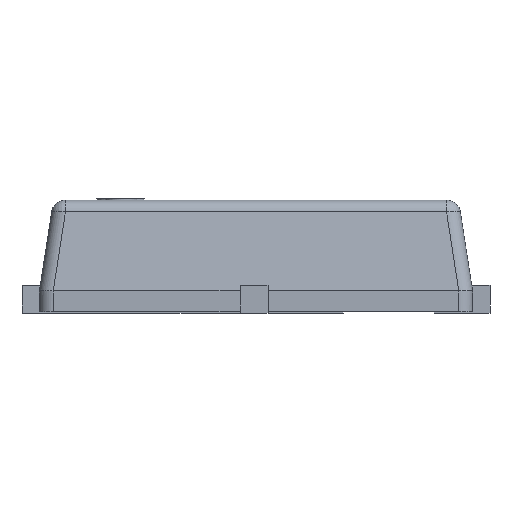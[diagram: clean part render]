
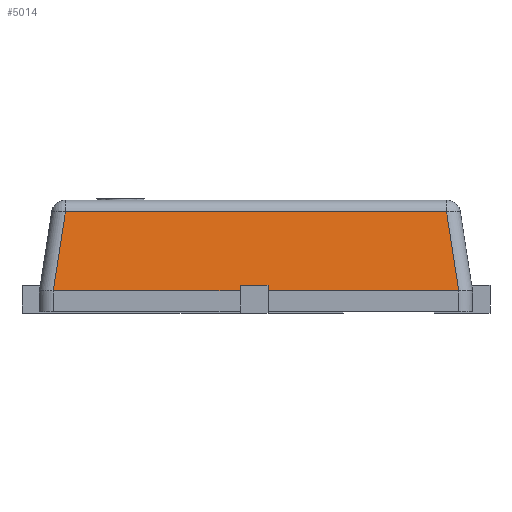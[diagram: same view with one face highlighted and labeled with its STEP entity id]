
A CAD part, left-side view. The second image highlights one B-rep face of the part: STEP entity #5014.
In plain terms, the highlighted planar face has unit normal (-0.988, 0, 0.152).
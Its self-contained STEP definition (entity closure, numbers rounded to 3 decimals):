
#73 = LINE ( 'NONE', #4638, #15901 ) ;
#375 = CARTESIAN_POINT ( 'NONE',  ( -1.513, -1.364, 0.725 ) ) ;
#534 = CARTESIAN_POINT ( 'NONE',  ( -1.6, -1.55, 0.16 ) ) ;
#939 = CARTESIAN_POINT ( 'NONE',  ( -1.6, 1.451, 0.16 ) ) ;
#1448 = VERTEX_POINT ( 'NONE', #1980 ) ;
#1980 = CARTESIAN_POINT ( 'NONE',  ( -1.6, 0.114, 0.16 ) ) ;
#2041 = VERTEX_POINT ( 'NONE', #6477 ) ;
#2057 = LINE ( 'NONE', #2163, #7154 ) ;
#2108 = EDGE_CURVE ( 'NONE', #2041, #14512, #13124, .T. ) ;
#2163 = CARTESIAN_POINT ( 'NONE',  ( -1.5, 0.114, 0.81 ) ) ;
#2572 = CARTESIAN_POINT ( 'NONE',  ( -1.5, -0.086, 0.81 ) ) ;
#2972 = CARTESIAN_POINT ( 'NONE',  ( -1.6, -0.086, 0.16 ) ) ;
#3070 = AXIS2_PLACEMENT_3D ( 'NONE', #7141, #18656, #12654 ) ;
#3184 = DIRECTION ( 'NONE',  ( 0.15, 0.15, 0.977 ) ) ;
#3188 = VERTEX_POINT ( 'NONE', #10684 ) ;
#3242 = CARTESIAN_POINT ( 'NONE',  ( -1.6, -1.45, 0.16 ) ) ;
#4105 = EDGE_CURVE ( 'NONE', #9278, #18285, #13833, .T. ) ;
#4170 = DIRECTION ( 'NONE',  ( 0., -1., 0. ) ) ;
#4200 = CARTESIAN_POINT ( 'NONE',  ( -1.6, -1.45, 0.16 ) ) ;
#4638 = CARTESIAN_POINT ( 'NONE',  ( -1.513, 1.45, 0.725 ) ) ;
#4661 = CARTESIAN_POINT ( 'NONE',  ( -1.6, 1.45, 0.16 ) ) ;
#4677 = ORIENTED_EDGE ( 'NONE', *, *, #5730, .T. ) ;
#5014 = ADVANCED_FACE ( 'NONE', ( #18568 ), #15530, .F. ) ;
#5069 = DIRECTION ( 'NONE',  ( 0.152, 0., 0.988 ) ) ;
#5128 = CARTESIAN_POINT ( 'NONE',  ( -1.6, 1.45, 0.16 ) ) ;
#5361 = LINE ( 'NONE', #2572, #13590 ) ;
#5730 = EDGE_CURVE ( 'NONE', #9278, #2041, #9327, .T. ) ;
#5872 = EDGE_CURVE ( 'NONE', #1448, #11218, #6608, .T. ) ;
#6059 = DIRECTION ( 'NONE',  ( -0.15, 0.15, -0.977 ) ) ;
#6156 = ORIENTED_EDGE ( 'NONE', *, *, #18860, .T. ) ;
#6352 = CARTESIAN_POINT ( 'NONE',  ( -1.469, 1.321, 1.008 ) ) ;
#6477 = CARTESIAN_POINT ( 'NONE',  ( -1.6, -1.451, 0.16 ) ) ;
#6608 = LINE ( 'NONE', #12492, #17584 ) ;
#7141 = CARTESIAN_POINT ( 'NONE',  ( -1.5, 0., 0.81 ) ) ;
#7154 = VECTOR ( 'NONE', #5069, 1000. ) ;
#7660 = EDGE_CURVE ( 'NONE', #15604, #10962, #10137, .T. ) ;
#8079 = EDGE_LOOP ( 'NONE', ( #8649, #13402, #17566, #6156, #15326, #4677, #8479, #9466, #10550, #17344 ) ) ;
#8111 =( BOUNDED_CURVE ( )  B_SPLINE_CURVE ( 3, ( #14062, #939, #5128, #11288 ),
 .UNSPECIFIED., .F., .T. ) 
 B_SPLINE_CURVE_WITH_KNOTS ( ( 4, 4 ),
 ( 6.272, 6.283 ),
 .UNSPECIFIED. ) 
 CURVE ( )  GEOMETRIC_REPRESENTATION_ITEM ( )  RATIONAL_B_SPLINE_CURVE ( ( 1., 1., 1., 1. ) ) 
 REPRESENTATION_ITEM ( '' )  );
#8386 = DIRECTION ( 'NONE',  ( -0.152, 0., -0.988 ) ) ;
#8455 = EDGE_CURVE ( 'NONE', #1448, #15604, #2057, .T. ) ;
#8479 = ORIENTED_EDGE ( 'NONE', *, *, #2108, .T. ) ;
#8602 = VECTOR ( 'NONE', #11064, 1000. ) ;
#8649 = ORIENTED_EDGE ( 'NONE', *, *, #5872, .F. ) ;
#8881 = EDGE_CURVE ( 'NONE', #12355, #3188, #15220, .T. ) ;
#9034 = CARTESIAN_POINT ( 'NONE',  ( -1.6, -1.451, 0.16 ) ) ;
#9278 = VERTEX_POINT ( 'NONE', #4200 ) ;
#9327 =( BOUNDED_CURVE ( )  B_SPLINE_CURVE ( 3, ( #3242, #16449, #10774, #9034 ),
 .UNSPECIFIED., .F., .F. ) 
 B_SPLINE_CURVE_WITH_KNOTS ( ( 4, 4 ),
 ( 0., 0.012 ),
 .UNSPECIFIED. ) 
 CURVE ( )  GEOMETRIC_REPRESENTATION_ITEM ( )  RATIONAL_B_SPLINE_CURVE ( ( 1., 1., 1., 1. ) ) 
 REPRESENTATION_ITEM ( '' )  );
#9466 = ORIENTED_EDGE ( 'NONE', *, *, #12266, .T. ) ;
#10098 = CARTESIAN_POINT ( 'NONE',  ( -1.594, 0.114, 0.2 ) ) ;
#10108 = DIRECTION ( 'NONE',  ( 0., 1., 0. ) ) ;
#10137 = LINE ( 'NONE', #13032, #15483 ) ;
#10550 = ORIENTED_EDGE ( 'NONE', *, *, #8881, .T. ) ;
#10684 = CARTESIAN_POINT ( 'NONE',  ( -1.6, 1.451, 0.16 ) ) ;
#10774 = CARTESIAN_POINT ( 'NONE',  ( -1.6, -1.451, 0.16 ) ) ;
#10962 = VERTEX_POINT ( 'NONE', #18386 ) ;
#11064 = DIRECTION ( 'NONE',  ( 0., 1., 0. ) ) ;
#11218 = VERTEX_POINT ( 'NONE', #4661 ) ;
#11288 = CARTESIAN_POINT ( 'NONE',  ( -1.6, 1.45, 0.16 ) ) ;
#12266 = EDGE_CURVE ( 'NONE', #14512, #12355, #73, .T. ) ;
#12355 = VERTEX_POINT ( 'NONE', #13756 ) ;
#12492 = CARTESIAN_POINT ( 'NONE',  ( -1.6, -1.55, 0.16 ) ) ;
#12654 = DIRECTION ( 'NONE',  ( 0., -1., 0. ) ) ;
#13032 = CARTESIAN_POINT ( 'NONE',  ( -1.594, 0., 0.2 ) ) ;
#13124 = LINE ( 'NONE', #14834, #16174 ) ;
#13402 = ORIENTED_EDGE ( 'NONE', *, *, #8455, .T. ) ;
#13590 = VECTOR ( 'NONE', #8386, 1000. ) ;
#13756 = CARTESIAN_POINT ( 'NONE',  ( -1.513, 1.364, 0.725 ) ) ;
#13833 = LINE ( 'NONE', #534, #8602 ) ;
#14062 = CARTESIAN_POINT ( 'NONE',  ( -1.6, 1.451, 0.16 ) ) ;
#14512 = VERTEX_POINT ( 'NONE', #375 ) ;
#14834 = CARTESIAN_POINT ( 'NONE',  ( -1.469, -1.321, 1.008 ) ) ;
#15212 = EDGE_CURVE ( 'NONE', #3188, #11218, #8111, .T. ) ;
#15220 = LINE ( 'NONE', #6352, #15380 ) ;
#15326 = ORIENTED_EDGE ( 'NONE', *, *, #4105, .F. ) ;
#15380 = VECTOR ( 'NONE', #6059, 1000. ) ;
#15483 = VECTOR ( 'NONE', #4170, 1000. ) ;
#15530 = PLANE ( 'NONE',  #3070 ) ;
#15567 = DIRECTION ( 'NONE',  ( 0., 1., 0. ) ) ;
#15604 = VERTEX_POINT ( 'NONE', #10098 ) ;
#15901 = VECTOR ( 'NONE', #10108, 1000. ) ;
#16174 = VECTOR ( 'NONE', #3184, 1000. ) ;
#16449 = CARTESIAN_POINT ( 'NONE',  ( -1.6, -1.45, 0.16 ) ) ;
#17344 = ORIENTED_EDGE ( 'NONE', *, *, #15212, .T. ) ;
#17566 = ORIENTED_EDGE ( 'NONE', *, *, #7660, .T. ) ;
#17584 = VECTOR ( 'NONE', #15567, 1000. ) ;
#18285 = VERTEX_POINT ( 'NONE', #2972 ) ;
#18386 = CARTESIAN_POINT ( 'NONE',  ( -1.594, -0.086, 0.2 ) ) ;
#18568 = FACE_OUTER_BOUND ( 'NONE', #8079, .T. ) ;
#18656 = DIRECTION ( 'NONE',  ( 0.988, 0., -0.152 ) ) ;
#18860 = EDGE_CURVE ( 'NONE', #10962, #18285, #5361, .T. ) ;
